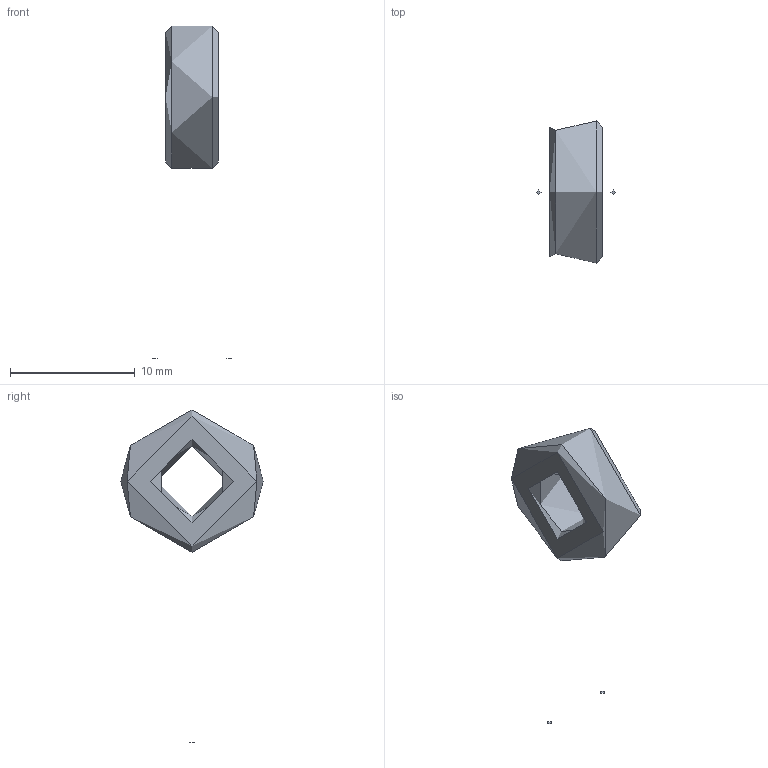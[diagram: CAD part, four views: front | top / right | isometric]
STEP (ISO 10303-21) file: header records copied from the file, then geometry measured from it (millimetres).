
FILE_DESCRIPTION(('STEP AP214'),'1');
FILE_NAME('L_Wurth_WE-FI_7447036.step','2025-04-03T06:10:45',(' '),('ANSOFT Corporation'),'Spatial InterOp 3D',' ',' ');
FILE_SCHEMA(('AUTOMOTIVE_DESIGN { 1 0 10303 214 1 1 1 1 }'));
Length unit declared in the file: millimetre
Products named in the file (1): core
Bounding box: 6.4 x 11.4 x 26.61 mm (x, y, z)
Volume: 485.4 mm3; surface area: 381.9 mm2
Topology: 2 solids, 2 shells, 201 faces, 208 edges, 202 vertices
Faces by surface type: cylinder 97, torus 51, bspline 49, plane 4
Full cylindrical faces by diameter (mm): 0.4 x95, 5.62 x1, 11.4 x1
Entity records: 9185 total; most frequent: CARTESIAN_POINT 4558, DIRECTION 520, EDGE_LOOP 400, ORIENTED_EDGE 400, FACE_OUTER_BOUND 398, AXIS2_PLACEMENT_3D 260, STYLED_ITEM 203, PRESENTATION_STYLE_ASSIGNMENT 203
